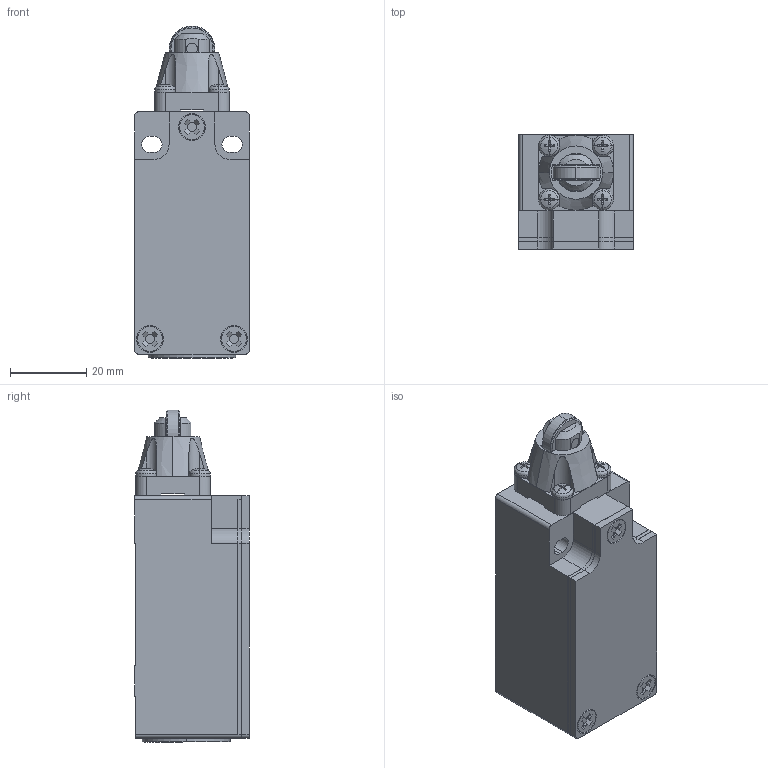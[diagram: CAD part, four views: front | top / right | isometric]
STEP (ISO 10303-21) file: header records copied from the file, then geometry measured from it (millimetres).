
FILE_DESCRIPTION (( 'STEP AP214' ), '1' );
FILE_NAME ('ZR-235-11Z.STEP', '2021-01-18T19:32:47', ( '' ), ( '' ), 'SwSTEP 2.0', 'SolidWorks 2019', '' );
FILE_SCHEMA (( 'AUTOMOTIVE_DESIGN' ));
Length unit declared in the file: inch
Products named in the file (1): ZR-235-11Z
Bounding box: 30 x 30 x 87 mm (x, y, z)
Volume: 56078.6 mm3; surface area: 13754.8 mm2
Topology: 1 solids, 1 shells, 382 faces, 962 edges, 603 vertices
Faces by surface type: plane 257, cylinder 99, bspline 16, cone 10
Entity records: 11821 total; most frequent: CARTESIAN_POINT 2586, ORIENTED_EDGE 1924, DIRECTION 1895, EDGE_CURVE 962, AXIS2_PLACEMENT_3D 644, VECTOR 607, LINE 607, VERTEX_POINT 603
